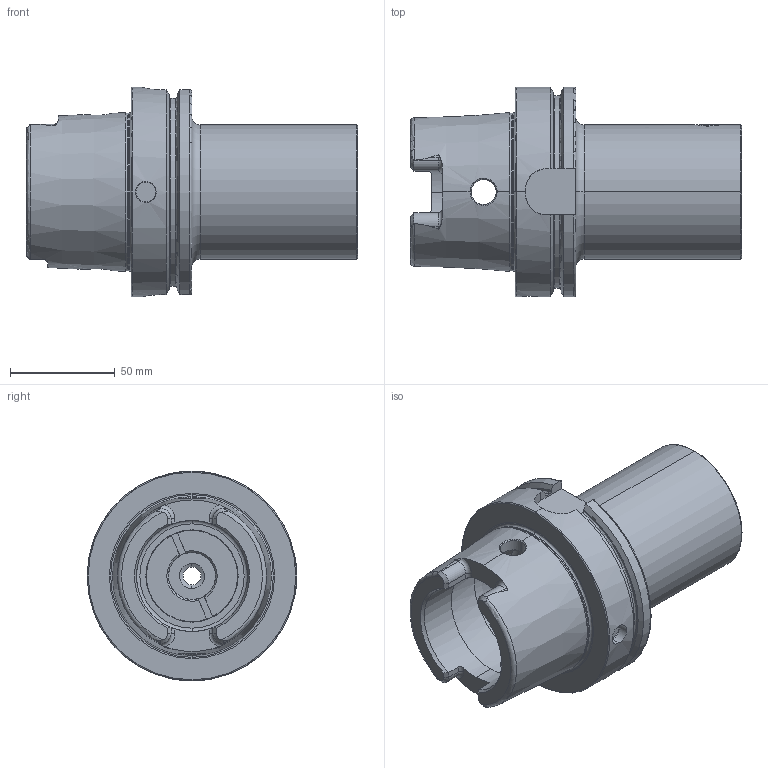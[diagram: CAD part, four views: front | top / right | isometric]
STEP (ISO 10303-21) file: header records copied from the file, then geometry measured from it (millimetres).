
FILE_DESCRIPTION (( 'STEP AP214' ), '1' );
FILE_NAME ('HA0-ST6.K01.108.STEP', '2017-10-16T14:21:54', ( 'SWIAdmin' ), ( 'Hewlett-Packard Company' ), 'SwSTEP 2.0', 'SolidWorks 2017', '' );
FILE_SCHEMA (( 'AUTOMOTIVE_DESIGN' ));
Length unit declared in the file: millimetre
Products named in the file (5): ST6-ER3.K01.040_A; ST7-ER4.002.020_A; ST6-ER1.001.018_A; HA0-ST6.K01.108_A_Fertigbearbeitung; HA0-ST6.K01.108
Assembly tree (4 placements, depth 2):
  HA0-ST6.K01.108
    HA0-ST6.K01.108_A_Fertigbearbeitung
    ST6-ER1.001.018_A
    ST7-ER4.002.020_A
    ST6-ER3.K01.040_A
Bounding box: 157.9 x 100 x 100 mm (x, y, z)
Volume: 456134.6 mm3; surface area: 87321.7 mm2
Topology: 4 solids, 4 shells, 293 faces, 727 edges, 444 vertices
Faces by surface type: cylinder 92, plane 83, torus 58, cone 52, bspline 8
Entity records: 11996 total; most frequent: CARTESIAN_POINT 3545, DIRECTION 1500, ORIENTED_EDGE 1450, EDGE_CURVE 725, AXIS2_PLACEMENT_3D 625, VERTEX_POINT 444, CIRCLE 333, EDGE_LOOP 309
